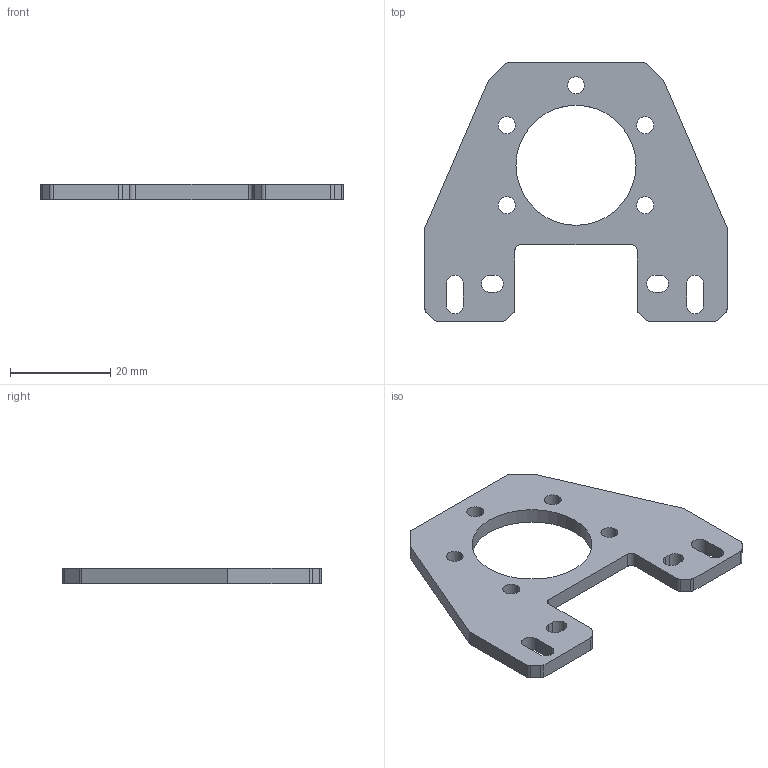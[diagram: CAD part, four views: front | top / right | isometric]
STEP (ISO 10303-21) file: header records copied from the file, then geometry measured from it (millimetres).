
FILE_DESCRIPTION (( 'STEP AP214' ), '1' );
FILE_NAME ('REV-41-1624.STEP', '2019-07-18T23:14:48', ( '' ), ( '' ), 'SwSTEP 2.0', 'SolidWorks 2018', '' );
FILE_SCHEMA (( 'AUTOMOTIVE_DESIGN' ));
Length unit declared in the file: millimetre
Products named in the file (1): REV-41-1624
Bounding box: 60.4 x 51.67 x 3 mm (x, y, z)
Volume: 5085.6 mm3; surface area: 4641.9 mm2
Topology: 1 solids, 1 shells, 62 faces, 180 edges, 120 vertices
Faces by surface type: cylinder 34, plane 26, bspline 2
Entity records: 2190 total; most frequent: CARTESIAN_POINT 429, DIRECTION 362, ORIENTED_EDGE 360, EDGE_CURVE 180, AXIS2_PLACEMENT_3D 129, VERTEX_POINT 120, VECTOR 104, LINE 104
